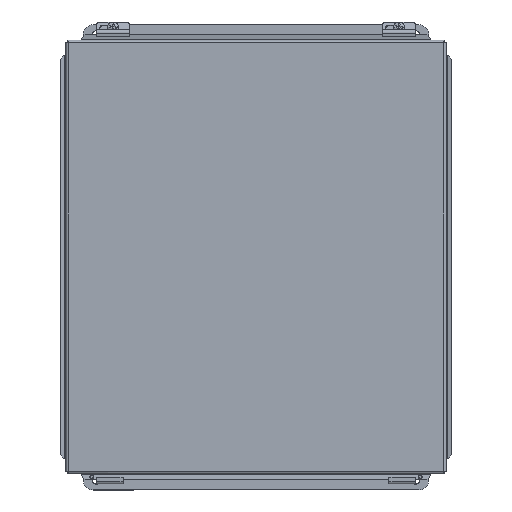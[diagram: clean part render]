
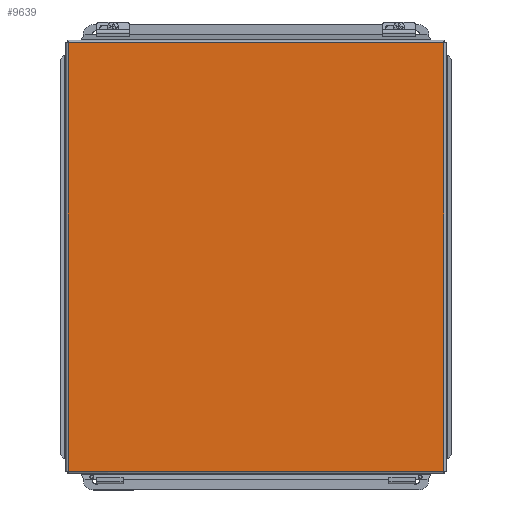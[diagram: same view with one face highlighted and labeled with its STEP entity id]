
A CAD part, top view. The second image highlights one B-rep face of the part: STEP entity #9639.
In plain terms, the highlighted face is planar.
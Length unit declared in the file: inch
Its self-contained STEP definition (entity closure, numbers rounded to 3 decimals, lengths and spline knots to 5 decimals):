
#8958=CARTESIAN_POINT('',(14.21675,0.09325,0.));
#8959=VERTEX_POINT('',#8958);
#8970=CARTESIAN_POINT('',(14.21675,16.21675,0.0));
#8971=VERTEX_POINT('',#8970);
#8972=CARTESIAN_POINT('',(14.21675,16.21675,0.0));
#8973=DIRECTION('',(0.0,-1.0,0.0));
#8974=VECTOR('',#8973,16.1235);
#8975=LINE('',#8972,#8974);
#8976=EDGE_CURVE('',#8971,#8959,#8975,.T.);
#9136=CARTESIAN_POINT('',(0.09325,0.09325,0.));
#9137=VERTEX_POINT('',#9136);
#9148=CARTESIAN_POINT('',(14.21675,0.09325,0.0));
#9149=DIRECTION('',(-1.0,0.0,0.0));
#9150=VECTOR('',#9149,14.1235);
#9151=LINE('',#9148,#9150);
#9152=EDGE_CURVE('',#8959,#9137,#9151,.T.);
#9305=CARTESIAN_POINT('',(0.09325,16.21675,0.0));
#9306=VERTEX_POINT('',#9305);
#9317=CARTESIAN_POINT('',(0.09325,0.09325,0.0));
#9318=DIRECTION('',(0.0,1.0,0.0));
#9319=VECTOR('',#9318,16.1235);
#9320=LINE('',#9317,#9319);
#9321=EDGE_CURVE('',#9137,#9306,#9320,.T.);
#9484=CARTESIAN_POINT('',(0.09325,16.21675,0.0));
#9485=DIRECTION('',(1.0,0.0,0.0));
#9486=VECTOR('',#9485,14.1235);
#9487=LINE('',#9484,#9486);
#9488=EDGE_CURVE('',#9306,#8971,#9487,.T.);
#9628=CARTESIAN_POINT('',(7.155,8.155,0.0));
#9629=DIRECTION('',(0.0,0.0,1.0));
#9630=DIRECTION('',(1.0,0.0,0.0));
#9631=AXIS2_PLACEMENT_3D('',#9628,#9629,#9630);
#9632=PLANE('',#9631);
#9633=ORIENTED_EDGE('',*,*,#8976,.T.);
#9634=ORIENTED_EDGE('',*,*,#9152,.T.);
#9635=ORIENTED_EDGE('',*,*,#9321,.T.);
#9636=ORIENTED_EDGE('',*,*,#9488,.T.);
#9637=EDGE_LOOP('',(#9633,#9634,#9635,#9636));
#9638=FACE_OUTER_BOUND('',#9637,.T.);
#9639=ADVANCED_FACE('',(#9638),#9632,.F.);
